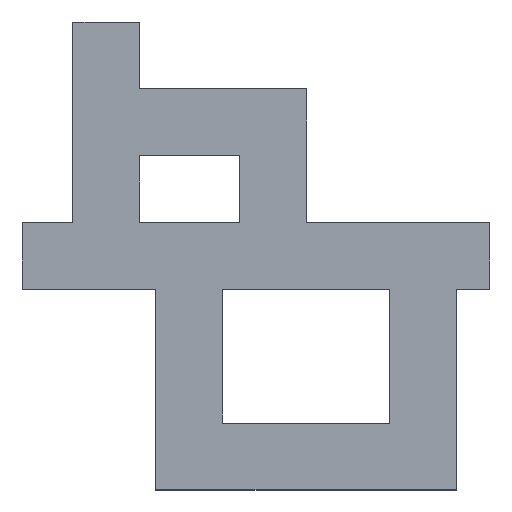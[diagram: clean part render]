
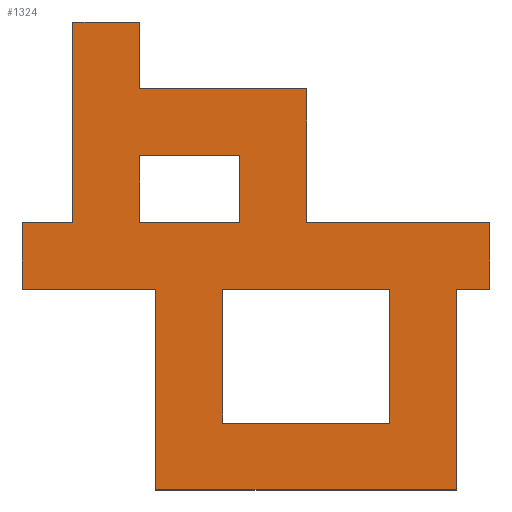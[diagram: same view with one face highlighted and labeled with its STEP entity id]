
A CAD part, top view. The second image highlights one B-rep face of the part: STEP entity #1324.
In plain terms, the highlighted planar face has unit normal (0, 0, 1).
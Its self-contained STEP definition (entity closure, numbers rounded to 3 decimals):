
#21=FACE_BOUND('',#157,.T.);
#22=FACE_BOUND('',#158,.T.);
#85=FACE_OUTER_BOUND('',#156,.T.);
#156=EDGE_LOOP('',(#1163,#1164,#1165,#1166,#1167,#1168,#1169,#1170,#1171,
#1172,#1173,#1174,#1175,#1176));
#157=EDGE_LOOP('',(#1177,#1178,#1179,#1180));
#158=EDGE_LOOP('',(#1181,#1182,#1183,#1184));
#263=LINE('',#1939,#444);
#266=LINE('',#1945,#447);
#269=LINE('',#1951,#450);
#272=LINE('',#1956,#453);
#274=LINE('',#1961,#455);
#277=LINE('',#1966,#458);
#279=LINE('',#1970,#460);
#281=LINE('',#1974,#462);
#283=LINE('',#1978,#464);
#285=LINE('',#1982,#466);
#287=LINE('',#1986,#468);
#289=LINE('',#1990,#470);
#291=LINE('',#1995,#472);
#314=LINE('',#2032,#495);
#318=LINE('',#2039,#499);
#324=LINE('',#2053,#505);
#331=LINE('',#2065,#512);
#339=LINE('',#2087,#520);
#340=LINE('',#2089,#521);
#341=LINE('',#2093,#522);
#343=LINE('',#2096,#524);
#344=LINE('',#2097,#525);
#444=VECTOR('',#1527,0.2);
#447=VECTOR('',#1532,0.2);
#450=VECTOR('',#1537,0.2);
#453=VECTOR('',#1542,0.2);
#455=VECTOR('',#1546,0.2);
#458=VECTOR('',#1551,0.2);
#460=VECTOR('',#1555,0.2);
#462=VECTOR('',#1559,0.2);
#464=VECTOR('',#1563,0.2);
#466=VECTOR('',#1567,0.2);
#468=VECTOR('',#1571,0.2);
#470=VECTOR('',#1575,0.2);
#472=VECTOR('',#1579,0.2);
#495=VECTOR('',#1628,0.2);
#499=VECTOR('',#1638,0.2);
#505=VECTOR('',#1656,0.2);
#512=VECTOR('',#1673,0.2);
#520=VECTOR('',#1709,0.2);
#521=VECTOR('',#1712,0.2);
#522=VECTOR('',#1717,0.2);
#524=VECTOR('',#1721,0.2);
#525=VECTOR('',#1722,0.2);
#626=VERTEX_POINT('',#1936);
#627=VERTEX_POINT('',#1938);
#628=VERTEX_POINT('',#1942);
#629=VERTEX_POINT('',#1944);
#630=VERTEX_POINT('',#1948);
#631=VERTEX_POINT('',#1950);
#632=VERTEX_POINT('',#1954);
#633=VERTEX_POINT('',#1958);
#634=VERTEX_POINT('',#1960);
#635=VERTEX_POINT('',#1964);
#636=VERTEX_POINT('',#1968);
#637=VERTEX_POINT('',#1972);
#638=VERTEX_POINT('',#1976);
#639=VERTEX_POINT('',#1980);
#640=VERTEX_POINT('',#1984);
#641=VERTEX_POINT('',#1988);
#642=VERTEX_POINT('',#1992);
#643=VERTEX_POINT('',#1994);
#644=VERTEX_POINT('',#2030);
#645=VERTEX_POINT('',#2050);
#646=VERTEX_POINT('',#2052);
#647=VERTEX_POINT('',#2092);
#749=EDGE_CURVE('',#626,#627,#263,.T.);
#752=EDGE_CURVE('',#629,#628,#266,.T.);
#755=EDGE_CURVE('',#630,#631,#269,.T.);
#758=EDGE_CURVE('',#630,#632,#272,.T.);
#760=EDGE_CURVE('',#634,#633,#274,.T.);
#763=EDGE_CURVE('',#635,#633,#277,.T.);
#765=EDGE_CURVE('',#635,#636,#279,.T.);
#767=EDGE_CURVE('',#636,#637,#281,.T.);
#769=EDGE_CURVE('',#638,#637,#283,.T.);
#771=EDGE_CURVE('',#638,#639,#285,.T.);
#773=EDGE_CURVE('',#640,#639,#287,.T.);
#775=EDGE_CURVE('',#641,#640,#289,.T.);
#777=EDGE_CURVE('',#642,#643,#291,.T.);
#800=EDGE_CURVE('',#632,#644,#314,.T.);
#804=EDGE_CURVE('',#631,#644,#318,.T.);
#810=EDGE_CURVE('',#646,#645,#324,.T.);
#817=EDGE_CURVE('',#645,#643,#331,.T.);
#825=EDGE_CURVE('',#629,#626,#339,.T.);
#826=EDGE_CURVE('',#641,#646,#340,.T.);
#827=EDGE_CURVE('',#634,#647,#341,.T.);
#829=EDGE_CURVE('',#642,#647,#343,.T.);
#830=EDGE_CURVE('',#627,#628,#344,.T.);
#1163=ORIENTED_EDGE('',*,*,#829,.T.);
#1164=ORIENTED_EDGE('',*,*,#827,.F.);
#1165=ORIENTED_EDGE('',*,*,#760,.T.);
#1166=ORIENTED_EDGE('',*,*,#763,.F.);
#1167=ORIENTED_EDGE('',*,*,#765,.T.);
#1168=ORIENTED_EDGE('',*,*,#767,.T.);
#1169=ORIENTED_EDGE('',*,*,#769,.F.);
#1170=ORIENTED_EDGE('',*,*,#771,.T.);
#1171=ORIENTED_EDGE('',*,*,#773,.F.);
#1172=ORIENTED_EDGE('',*,*,#775,.F.);
#1173=ORIENTED_EDGE('',*,*,#826,.T.);
#1174=ORIENTED_EDGE('',*,*,#810,.T.);
#1175=ORIENTED_EDGE('',*,*,#817,.T.);
#1176=ORIENTED_EDGE('',*,*,#777,.F.);
#1177=ORIENTED_EDGE('',*,*,#800,.T.);
#1178=ORIENTED_EDGE('',*,*,#804,.F.);
#1179=ORIENTED_EDGE('',*,*,#755,.F.);
#1180=ORIENTED_EDGE('',*,*,#758,.T.);
#1181=ORIENTED_EDGE('',*,*,#830,.F.);
#1182=ORIENTED_EDGE('',*,*,#749,.F.);
#1183=ORIENTED_EDGE('',*,*,#825,.F.);
#1184=ORIENTED_EDGE('',*,*,#752,.T.);
#1258=PLANE('',#1406);
#1324=ADVANCED_FACE('',(#85,#21,#22),#1258,.T.);
#1406=AXIS2_PLACEMENT_3D('',#2095,#1719,#1720);
#1527=DIRECTION('',(-1.,0.,0.));
#1532=DIRECTION('',(-1.,0.,0.));
#1537=DIRECTION('',(-1.,0.,0.));
#1542=DIRECTION('',(0.,-1.,0.));
#1546=DIRECTION('',(0.,1.,0.));
#1551=DIRECTION('',(-1.,0.,0.));
#1555=DIRECTION('',(0.,1.,0.));
#1559=DIRECTION('',(-1.,0.,0.));
#1563=DIRECTION('',(0.,-1.,0.));
#1567=DIRECTION('',(-1.,0.,0.));
#1571=DIRECTION('',(0.,-1.,0.));
#1575=DIRECTION('',(1.,0.,0.));
#1579=DIRECTION('',(-1.,0.,0.));
#1628=DIRECTION('',(-1.,0.,0.));
#1638=DIRECTION('',(0.,-1.,0.));
#1656=DIRECTION('',(-1.,0.,0.));
#1673=DIRECTION('',(0.,-1.,0.));
#1709=DIRECTION('',(0.,1.,0.));
#1712=DIRECTION('',(0.,-1.,0.));
#1717=DIRECTION('',(-1.,0.,0.));
#1719=DIRECTION('center_axis',(0.,0.,1.));
#1720=DIRECTION('ref_axis',(0.,1.,0.));
#1721=DIRECTION('',(0.,-1.,0.));
#1722=DIRECTION('',(0.,-1.,0.));
#1936=CARTESIAN_POINT('',(724.93,-0.39,1.287));
#1938=CARTESIAN_POINT('',(719.93,-0.39,1.287));
#1939=CARTESIAN_POINT('',(715.45,-0.39,1.287));
#1942=CARTESIAN_POINT('',(719.93,-4.39,1.287));
#1944=CARTESIAN_POINT('',(724.93,-4.39,1.287));
#1945=CARTESIAN_POINT('',(719.93,-4.39,1.287));
#1948=CARTESIAN_POINT('',(720.45,3.61,1.287));
#1950=CARTESIAN_POINT('',(717.45,3.61,1.287));
#1951=CARTESIAN_POINT('',(722.45,3.61,1.287));
#1954=CARTESIAN_POINT('',(720.45,1.61,1.287));
#1956=CARTESIAN_POINT('',(720.45,3.61,1.287));
#1958=CARTESIAN_POINT('',(726.93,-0.39,1.287));
#1960=CARTESIAN_POINT('',(726.93,-6.39,1.287));
#1961=CARTESIAN_POINT('',(726.93,-6.39,1.287));
#1964=CARTESIAN_POINT('',(727.93,-0.39,1.287));
#1966=CARTESIAN_POINT('',(715.45,-0.39,1.287));
#1968=CARTESIAN_POINT('',(727.93,1.61,1.287));
#1970=CARTESIAN_POINT('',(727.93,1.11,1.287));
#1972=CARTESIAN_POINT('',(722.45,1.61,1.287));
#1974=CARTESIAN_POINT('',(715.45,1.61,1.287));
#1976=CARTESIAN_POINT('',(722.45,5.61,1.287));
#1978=CARTESIAN_POINT('',(722.45,5.61,1.287));
#1980=CARTESIAN_POINT('',(717.45,5.61,1.287));
#1982=CARTESIAN_POINT('',(722.45,5.61,1.287));
#1984=CARTESIAN_POINT('',(717.45,7.61,1.287));
#1986=CARTESIAN_POINT('',(717.45,7.61,1.287));
#1988=CARTESIAN_POINT('',(715.45,7.61,1.287));
#1990=CARTESIAN_POINT('',(715.45,7.61,1.287));
#1992=CARTESIAN_POINT('',(717.93,-0.39,1.287));
#1994=CARTESIAN_POINT('',(713.93,-0.39,1.287));
#1995=CARTESIAN_POINT('',(715.45,-0.39,1.287));
#2030=CARTESIAN_POINT('',(717.45,1.61,1.287));
#2032=CARTESIAN_POINT('',(715.45,1.61,1.287));
#2039=CARTESIAN_POINT('',(717.45,7.61,1.287));
#2050=CARTESIAN_POINT('',(713.93,1.61,1.287));
#2052=CARTESIAN_POINT('',(715.45,1.61,1.287));
#2053=CARTESIAN_POINT('',(715.45,1.61,1.287));
#2065=CARTESIAN_POINT('',(713.93,0.11,1.287));
#2087=CARTESIAN_POINT('',(724.93,-6.39,1.287));
#2089=CARTESIAN_POINT('',(715.45,7.61,1.287));
#2092=CARTESIAN_POINT('',(717.93,-6.39,1.287));
#2093=CARTESIAN_POINT('',(719.93,-6.39,1.287));
#2095=CARTESIAN_POINT('Origin',(719.93,-6.39,1.287));
#2096=CARTESIAN_POINT('',(717.93,-0.39,1.287));
#2097=CARTESIAN_POINT('',(719.93,-0.39,1.287));
